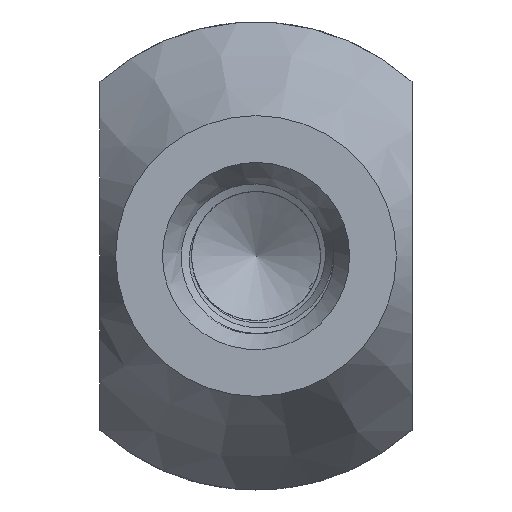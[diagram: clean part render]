
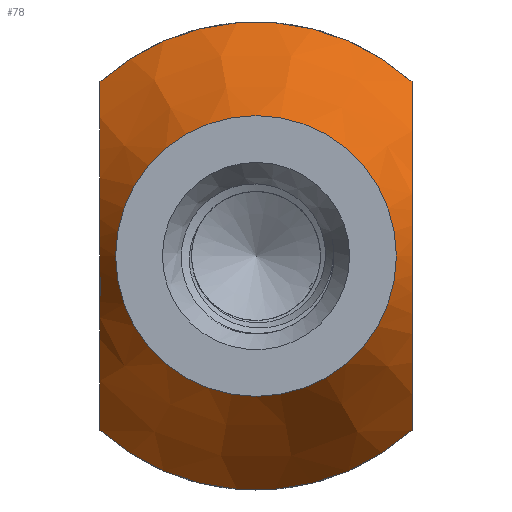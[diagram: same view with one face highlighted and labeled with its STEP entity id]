
A CAD part, left-side view. The second image highlights one B-rep face of the part: STEP entity #78.
In plain terms, the highlighted conical face has half-angle 30 degrees and reference radius 6 mm.
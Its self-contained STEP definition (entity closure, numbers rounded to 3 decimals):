
#42=(
BOUNDED_CURVE()
B_SPLINE_CURVE(2,(#1701,#1702,#1703),.UNSPECIFIED.,.F.,.F.)
B_SPLINE_CURVE_WITH_KNOTS((3,3),(0.,1.),.UNSPECIFIED.)
CURVE()
GEOMETRIC_REPRESENTATION_ITEM()
RATIONAL_B_SPLINE_CURVE((1.,1.118,1.))
REPRESENTATION_ITEM('')
);
#43=(
BOUNDED_CURVE()
B_SPLINE_CURVE(2,(#1705,#1706,#1707),.UNSPECIFIED.,.F.,.F.)
B_SPLINE_CURVE_WITH_KNOTS((3,3),(0.,1.),.UNSPECIFIED.)
CURVE()
GEOMETRIC_REPRESENTATION_ITEM()
RATIONAL_B_SPLINE_CURVE((1.,1.118,1.))
REPRESENTATION_ITEM('')
);
#44=(
BOUNDED_CURVE()
B_SPLINE_CURVE(2,(#1719,#1720,#1721),.UNSPECIFIED.,.F.,.F.)
B_SPLINE_CURVE_WITH_KNOTS((3,3),(0.,1.),.UNSPECIFIED.)
CURVE()
GEOMETRIC_REPRESENTATION_ITEM()
RATIONAL_B_SPLINE_CURVE((1.,1.118,1.))
REPRESENTATION_ITEM('')
);
#45=(
BOUNDED_CURVE()
B_SPLINE_CURVE(2,(#1723,#1724,#1725),.UNSPECIFIED.,.F.,.F.)
B_SPLINE_CURVE_WITH_KNOTS((3,3),(0.,1.),.UNSPECIFIED.)
CURVE()
GEOMETRIC_REPRESENTATION_ITEM()
RATIONAL_B_SPLINE_CURVE((1.,1.118,1.))
REPRESENTATION_ITEM('')
);
#50=CONICAL_SURFACE('',#340,6.,30.);
#65=FACE_BOUND('',#116,.T.);
#66=FACE_BOUND('',#117,.T.);
#78=ADVANCED_FACE('',(#65,#66),#50,.T.);
#116=EDGE_LOOP('',(#190));
#117=EDGE_LOOP('',(#191,#192,#193,#194,#195,#196));
#151=CIRCLE('',#337,4.5);
#152=CIRCLE('',#338,7.5);
#153=CIRCLE('',#339,7.5);
#190=ORIENTED_EDGE('',*,*,#291,.F.);
#191=ORIENTED_EDGE('',*,*,#289,.T.);
#192=ORIENTED_EDGE('',*,*,#288,.T.);
#193=ORIENTED_EDGE('',*,*,#292,.T.);
#194=ORIENTED_EDGE('',*,*,#283,.T.);
#195=ORIENTED_EDGE('',*,*,#282,.T.);
#196=ORIENTED_EDGE('',*,*,#293,.T.);
#251=VERTEX_POINT('',#1700);
#252=VERTEX_POINT('',#1704);
#253=VERTEX_POINT('',#1708);
#257=VERTEX_POINT('',#1718);
#258=VERTEX_POINT('',#1722);
#259=VERTEX_POINT('',#1726);
#260=VERTEX_POINT('',#1730);
#282=EDGE_CURVE('',#252,#251,#42,.T.);
#283=EDGE_CURVE('',#253,#252,#43,.T.);
#288=EDGE_CURVE('',#258,#257,#44,.T.);
#289=EDGE_CURVE('',#259,#258,#45,.T.);
#291=EDGE_CURVE('',#260,#260,#151,.T.);
#292=EDGE_CURVE('',#257,#253,#152,.T.);
#293=EDGE_CURVE('',#251,#259,#153,.T.);
#337=AXIS2_PLACEMENT_3D('',#1729,#395,#396);
#338=AXIS2_PLACEMENT_3D('',#1731,#397,#398);
#339=AXIS2_PLACEMENT_3D('',#1732,#399,#400);
#340=AXIS2_PLACEMENT_3D('',#1733,#401,#402);
#395=DIRECTION('',(-1.,0.,0.));
#396=DIRECTION('',(0.,-1.,0.));
#397=DIRECTION('',(-1.,0.,0.));
#398=DIRECTION('',(0.,-1.,0.));
#399=DIRECTION('',(-1.,0.,0.));
#400=DIRECTION('',(0.,-1.,0.));
#401=DIRECTION('',(1.,0.,0.));
#402=DIRECTION('',(0.,1.,0.));
#1700=CARTESIAN_POINT('',(5.196,-5.,5.59));
#1701=CARTESIAN_POINT('',(0.866,-5.,0.));
#1702=CARTESIAN_POINT('',(0.866,-5.,2.236));
#1703=CARTESIAN_POINT('',(5.196,-5.,5.59));
#1704=CARTESIAN_POINT('',(0.866,-5.,0.));
#1705=CARTESIAN_POINT('',(5.196,-5.,-5.59));
#1706=CARTESIAN_POINT('',(0.866,-5.,-2.236));
#1707=CARTESIAN_POINT('',(0.866,-5.,0.));
#1708=CARTESIAN_POINT('',(5.196,-5.,-5.59));
#1718=CARTESIAN_POINT('',(5.196,5.,-5.59));
#1719=CARTESIAN_POINT('',(0.866,5.,0.));
#1720=CARTESIAN_POINT('',(0.866,5.,-2.236));
#1721=CARTESIAN_POINT('',(5.196,5.,-5.59));
#1722=CARTESIAN_POINT('',(0.866,5.,0.));
#1723=CARTESIAN_POINT('',(5.196,5.,5.59));
#1724=CARTESIAN_POINT('',(0.866,5.,2.236));
#1725=CARTESIAN_POINT('',(0.866,5.,0.));
#1726=CARTESIAN_POINT('',(5.196,5.,5.59));
#1729=CARTESIAN_POINT('',(0.,0.,0.));
#1730=CARTESIAN_POINT('',(0.,-4.5,0.));
#1731=CARTESIAN_POINT('',(5.196,0.,0.));
#1732=CARTESIAN_POINT('',(5.196,0.,0.));
#1733=CARTESIAN_POINT('',(2.598,0.,0.));
